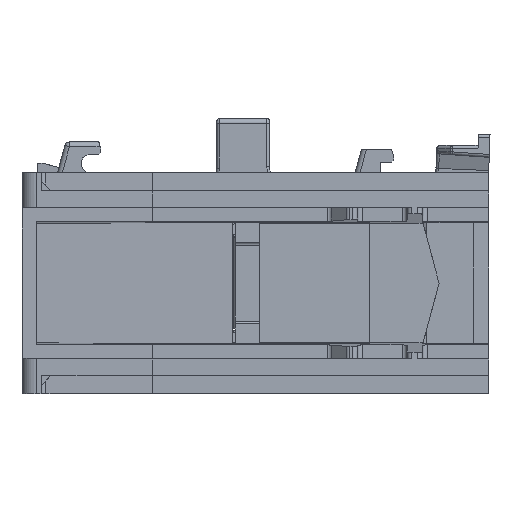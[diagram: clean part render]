
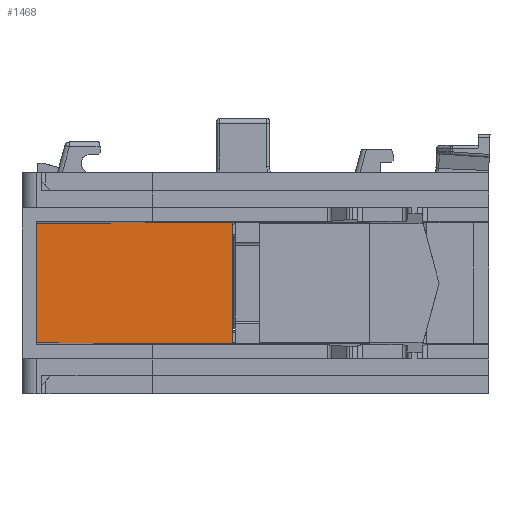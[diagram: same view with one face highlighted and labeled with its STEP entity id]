
A CAD part, left-side view. The second image highlights one B-rep face of the part: STEP entity #1468.
In plain terms, the highlighted planar face has unit normal (-1, -0.005, 0).
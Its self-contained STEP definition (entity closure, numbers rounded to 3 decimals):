
#1468=ADVANCED_FACE('',(#3453),#2533,.T.);
#2533=PLANE('',#25602);
#3453=FACE_OUTER_BOUND('',#4609,.T.);
#4609=EDGE_LOOP('',(#7209,#7210,#7211,#7212,#7213,#7214,#7215,#7216));
#7209=ORIENTED_EDGE('',*,*,#15901,.T.);
#7210=ORIENTED_EDGE('',*,*,#15902,.F.);
#7211=ORIENTED_EDGE('',*,*,#15903,.T.);
#7212=ORIENTED_EDGE('',*,*,#15904,.T.);
#7213=ORIENTED_EDGE('',*,*,#15905,.T.);
#7214=ORIENTED_EDGE('',*,*,#15906,.T.);
#7215=ORIENTED_EDGE('',*,*,#15907,.F.);
#7216=ORIENTED_EDGE('',*,*,#15908,.T.);
#12899=VERTEX_POINT('',#35934);
#12900=VERTEX_POINT('',#35935);
#12901=VERTEX_POINT('',#35937);
#12902=VERTEX_POINT('',#35939);
#12903=VERTEX_POINT('',#35941);
#12904=VERTEX_POINT('',#35943);
#12905=VERTEX_POINT('',#35945);
#12906=VERTEX_POINT('',#35947);
#15901=EDGE_CURVE('',#12899,#12900,#19565,.T.);
#15902=EDGE_CURVE('',#12901,#12900,#19566,.T.);
#15903=EDGE_CURVE('',#12901,#12902,#19567,.T.);
#15904=EDGE_CURVE('',#12902,#12903,#19568,.T.);
#15905=EDGE_CURVE('',#12903,#12904,#19569,.T.);
#15906=EDGE_CURVE('',#12904,#12905,#19570,.T.);
#15907=EDGE_CURVE('',#12906,#12905,#19571,.T.);
#15908=EDGE_CURVE('',#12906,#12899,#19572,.T.);
#19565=LINE('',#35933,#22830);
#19566=LINE('',#35936,#22831);
#19567=LINE('',#35938,#22832);
#19568=LINE('',#35940,#22833);
#19569=LINE('',#35942,#22834);
#19570=LINE('',#35944,#22835);
#19571=LINE('',#35946,#22836);
#19572=LINE('',#35948,#22837);
#22830=VECTOR('',#28715,1.);
#22831=VECTOR('',#28716,1.);
#22832=VECTOR('',#28717,1.);
#22833=VECTOR('',#28718,1.);
#22834=VECTOR('',#28719,1.);
#22835=VECTOR('',#28720,1.);
#22836=VECTOR('',#28721,1.);
#22837=VECTOR('',#28722,1.);
#25602=AXIS2_PLACEMENT_3D('',#35949,#28723,#28724);
#28715=DIRECTION('',(0.,0.,-1.));
#28716=DIRECTION('',(0.005,-1.,0.005));
#28717=DIRECTION('',(0.,0.,-1.));
#28718=DIRECTION('',(0.005,-1.,-0.005));
#28719=DIRECTION('',(0.,0.,-1.));
#28720=DIRECTION('',(0.005,-1.,-0.007));
#28721=DIRECTION('',(0.,0.,-1.));
#28722=DIRECTION('',(-0.005,1.,-0.007));
#28723=DIRECTION('',(-1.,-0.005,0.));
#28724=DIRECTION('',(-0.004,0.707,0.707));
#35933=CARTESIAN_POINT('',(-39.3,6.9,3.15));
#35934=CARTESIAN_POINT('',(-39.3,6.9,8.108));
#35935=CARTESIAN_POINT('',(-39.3,6.9,6.283));
#35936=CARTESIAN_POINT('',(-39.371,20.525,6.217));
#35937=CARTESIAN_POINT('',(-39.363,19.,6.224));
#35938=CARTESIAN_POINT('',(-39.363,19.,6.37));
#35939=CARTESIAN_POINT('',(-39.363,19.,-6.224));
#35940=CARTESIAN_POINT('',(-39.371,20.53,-6.217));
#35941=CARTESIAN_POINT('',(-39.3,6.9,-6.283));
#35942=CARTESIAN_POINT('',(-39.3,6.9,-4.054));
#35943=CARTESIAN_POINT('',(-39.3,6.9,-8.108));
#35944=CARTESIAN_POINT('',(-39.256,-1.409,-8.17));
#35945=CARTESIAN_POINT('',(-39.257,-1.4,-8.17));
#35946=CARTESIAN_POINT('',(-39.257,-1.4,4.054));
#35947=CARTESIAN_POINT('',(-39.257,-1.4,8.17));
#35948=CARTESIAN_POINT('',(-39.256,-1.409,8.17));
#35949=CARTESIAN_POINT('',(-39.257,-1.4,8.108));
